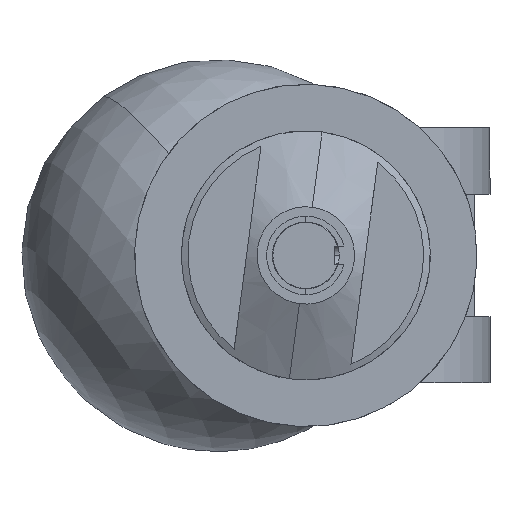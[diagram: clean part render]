
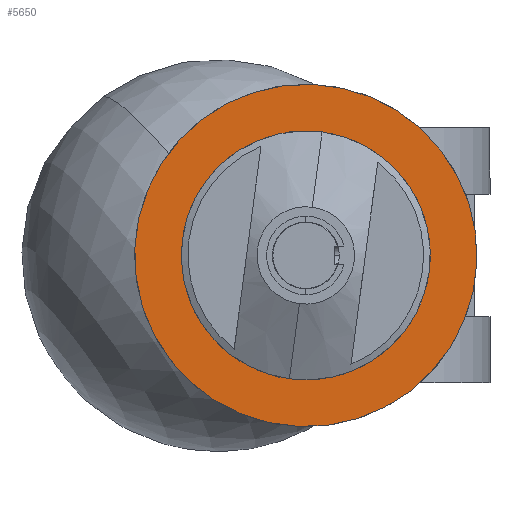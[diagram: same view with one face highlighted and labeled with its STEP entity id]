
A CAD part, left-side view. The second image highlights one B-rep face of the part: STEP entity #5650.
In plain terms, the highlighted planar face has unit normal (-1, 0, 0).
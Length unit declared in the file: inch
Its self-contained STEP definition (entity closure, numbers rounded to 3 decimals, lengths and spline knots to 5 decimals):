
#233 = CARTESIAN_POINT ( 'NONE',  ( -0.2745, -0.36646, -0.1514 ) ) ;
#880 = ORIENTED_EDGE ( 'NONE', *, *, #3049, .F. ) ;
#1208 = DIRECTION ( 'NONE',  ( 0., -0.924, -0.382 ) ) ;
#1620 = VERTEX_POINT ( 'NONE', #5470 ) ;
#2057 = CIRCLE ( 'NONE', #6583, 0.545 ) ;
#2175 = CIRCLE ( 'NONE', #6025, 0.3965 ) ;
#2382 = CARTESIAN_POINT ( 'NONE',  ( -0.2745, -0.20811, 0.5037 ) ) ;
#2450 = PLANE ( 'NONE',  #4235 ) ;
#2768 = DIRECTION ( 'NONE',  ( -1., 0., 0. ) ) ;
#2863 = CARTESIAN_POINT ( 'NONE',  ( -0.2745, 0., 0. ) ) ;
#3049 = EDGE_CURVE ( 'NONE', #9514, #4179, #8968, .T. ) ;
#3474 = CARTESIAN_POINT ( 'NONE',  ( -0.2745, 0., 0. ) ) ;
#3710 = CARTESIAN_POINT ( 'NONE',  ( -0.2745, 0., 0. ) ) ;
#3857 = DIRECTION ( 'NONE',  ( 0., -0.924, -0.382 ) ) ;
#3869 = ORIENTED_EDGE ( 'NONE', *, *, #9074, .T. ) ;
#4078 = FACE_BOUND ( 'NONE', #7643, .T. ) ;
#4179 = VERTEX_POINT ( 'NONE', #233 ) ;
#4235 = AXIS2_PLACEMENT_3D ( 'NONE', #2382, #11095, #13003 ) ;
#4263 = VERTEX_POINT ( 'NONE', #13470 ) ;
#4308 = EDGE_CURVE ( 'NONE', #1620, #4263, #6371, .T. ) ;
#4901 = DIRECTION ( 'NONE',  ( 0., -0.924, -0.382 ) ) ;
#4987 = DIRECTION ( 'NONE',  ( -1., 0., 0. ) ) ;
#4997 = CARTESIAN_POINT ( 'NONE',  ( -0.2745, 0., 0. ) ) ;
#5470 = CARTESIAN_POINT ( 'NONE',  ( -0.2745, 0.5037, 0.20811 ) ) ;
#5650 = ADVANCED_FACE ( 'NONE', ( #4078, #7458 ), #2450, .F. ) ;
#6025 = AXIS2_PLACEMENT_3D ( 'NONE', #4997, #2768, #4901 ) ;
#6371 = CIRCLE ( 'NONE', #11493, 0.545 ) ;
#6430 = EDGE_CURVE ( 'NONE', #4179, #9514, #2175, .T. ) ;
#6583 = AXIS2_PLACEMENT_3D ( 'NONE', #2863, #11417, #3857 ) ;
#6772 = AXIS2_PLACEMENT_3D ( 'NONE', #3474, #8952, #1208 ) ;
#7458 = FACE_OUTER_BOUND ( 'NONE', #13586, .T. ) ;
#7643 = EDGE_LOOP ( 'NONE', ( #7760, #880 ) ) ;
#7760 = ORIENTED_EDGE ( 'NONE', *, *, #6430, .F. ) ;
#8291 = CARTESIAN_POINT ( 'NONE',  ( -0.2745, 0.36646, 0.1514 ) ) ;
#8952 = DIRECTION ( 'NONE',  ( -1., 0., 0. ) ) ;
#8968 = CIRCLE ( 'NONE', #6772, 0.3965 ) ;
#9074 = EDGE_CURVE ( 'NONE', #4263, #1620, #2057, .T. ) ;
#9514 = VERTEX_POINT ( 'NONE', #8291 ) ;
#11095 = DIRECTION ( 'NONE',  ( 1., 0., 0. ) ) ;
#11417 = DIRECTION ( 'NONE',  ( -1., 0., 0. ) ) ;
#11493 = AXIS2_PLACEMENT_3D ( 'NONE', #3710, #4987, #12465 ) ;
#12465 = DIRECTION ( 'NONE',  ( 0., -0.924, -0.382 ) ) ;
#13003 = DIRECTION ( 'NONE',  ( 0., 0.924, 0.382 ) ) ;
#13150 = ORIENTED_EDGE ( 'NONE', *, *, #4308, .T. ) ;
#13470 = CARTESIAN_POINT ( 'NONE',  ( -0.2745, -0.5037, -0.20811 ) ) ;
#13586 = EDGE_LOOP ( 'NONE', ( #3869, #13150 ) ) ;
